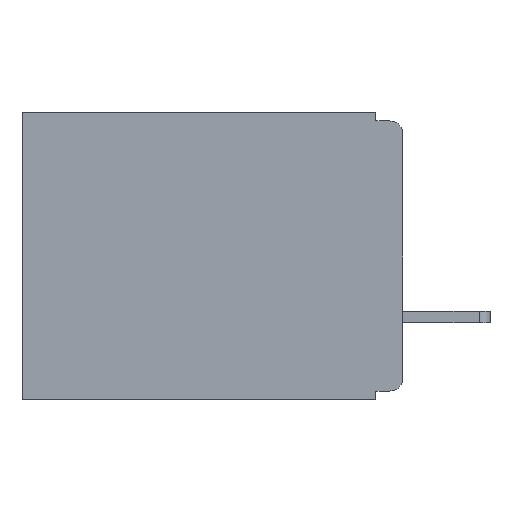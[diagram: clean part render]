
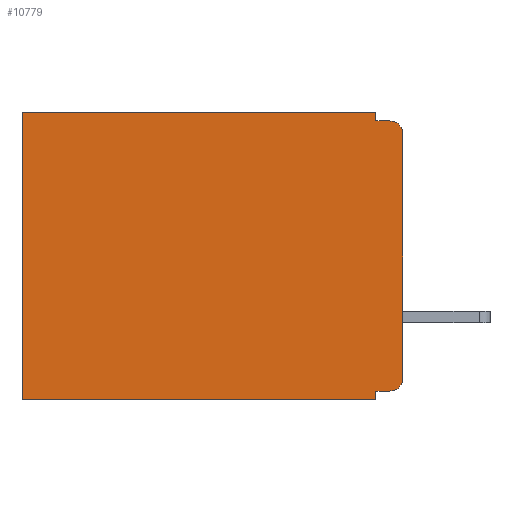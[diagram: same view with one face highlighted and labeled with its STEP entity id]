
A CAD part, left-side view. The second image highlights one B-rep face of the part: STEP entity #10779.
In plain terms, the highlighted planar face has unit normal (-1, 0, 0).
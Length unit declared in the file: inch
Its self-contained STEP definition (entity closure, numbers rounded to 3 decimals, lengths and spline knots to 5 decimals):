
#17 = VECTOR ( 'NONE', #11578, 39.37008 ) ;
#35 = VECTOR ( 'NONE', #4009, 39.37008 ) ;
#131 = LINE ( 'NONE', #1348, #35 ) ;
#197 = LINE ( 'NONE', #6888, #17 ) ;
#456 = FACE_OUTER_BOUND ( 'NONE', #1027, .T. ) ;
#464 = ORIENTED_EDGE ( 'NONE', *, *, #1171, .F. ) ;
#679 = ORIENTED_EDGE ( 'NONE', *, *, #10461, .F. ) ;
#798 = ORIENTED_EDGE ( 'NONE', *, *, #4874, .T. ) ;
#1027 = EDGE_LOOP ( 'NONE', ( #1483, #1960, #9569, #464, #8247, #798, #679, #1796, #1549, #2248 ) ) ;
#1036 = VERTEX_POINT ( 'NONE', #9809 ) ;
#1087 = DIRECTION ( 'NONE',  ( -1., 0., 0. ) ) ;
#1161 = VECTOR ( 'NONE', #2676, 39.37008 ) ;
#1171 = EDGE_CURVE ( 'NONE', #4250, #7327, #9728, .T. ) ;
#1239 = AXIS2_PLACEMENT_3D ( 'NONE', #9054, #2483, #5521 ) ;
#1296 = LINE ( 'NONE', #10531, #1161 ) ;
#1348 = CARTESIAN_POINT ( 'NONE',  ( 0.3, 0., -0.33 ) ) ;
#1396 = CARTESIAN_POINT ( 'NONE',  ( 0.3, 0.015, -0.32 ) ) ;
#1483 = ORIENTED_EDGE ( 'NONE', *, *, #6273, .F. ) ;
#1549 = ORIENTED_EDGE ( 'NONE', *, *, #7054, .F. ) ;
#1586 = VERTEX_POINT ( 'NONE', #10076 ) ;
#1796 = ORIENTED_EDGE ( 'NONE', *, *, #5949, .F. ) ;
#1960 = ORIENTED_EDGE ( 'NONE', *, *, #6653, .T. ) ;
#1984 = CARTESIAN_POINT ( 'NONE',  ( 0.3, 0.031, 0. ) ) ;
#2117 = DIRECTION ( 'NONE',  ( 0., 0., -1. ) ) ;
#2179 = DIRECTION ( 'NONE',  ( -1., 0., 0. ) ) ;
#2182 = CARTESIAN_POINT ( 'NONE',  ( 0.3, 0.015, -0.305 ) ) ;
#2206 = VERTEX_POINT ( 'NONE', #1396 ) ;
#2248 = ORIENTED_EDGE ( 'NONE', *, *, #7773, .T. ) ;
#2384 = CARTESIAN_POINT ( 'NONE',  ( 0.3, 0., 0. ) ) ;
#2483 = DIRECTION ( 'NONE',  ( 1., 0., 0. ) ) ;
#2676 = DIRECTION ( 'NONE',  ( 0., 0., -1. ) ) ;
#2826 = CARTESIAN_POINT ( 'NONE',  ( 0.3, 0.437, -0.33 ) ) ;
#2853 = VERTEX_POINT ( 'NONE', #3099 ) ;
#3099 = CARTESIAN_POINT ( 'NONE',  ( 0.3, 0., -0.305 ) ) ;
#3688 = CIRCLE ( 'NONE', #6373, 0.015 ) ;
#3735 = EDGE_CURVE ( 'NONE', #4250, #7937, #10888, .T. ) ;
#3907 = DIRECTION ( 'NONE',  ( 0., 1., 0. ) ) ;
#4009 = DIRECTION ( 'NONE',  ( 0., 0., -1. ) ) ;
#4199 = VECTOR ( 'NONE', #3907, 39.37008 ) ;
#4250 = VERTEX_POINT ( 'NONE', #7264 ) ;
#4332 = DIRECTION ( 'NONE',  ( 0., 0., -1. ) ) ;
#4556 = PLANE ( 'NONE',  #1239 ) ;
#4618 = LINE ( 'NONE', #9594, #9462 ) ;
#4874 = EDGE_CURVE ( 'NONE', #7937, #6294, #7805, .T. ) ;
#5290 = AXIS2_PLACEMENT_3D ( 'NONE', #2182, #2179, #2117 ) ;
#5468 = CARTESIAN_POINT ( 'NONE',  ( 0.3, 0.031, -0.32 ) ) ;
#5521 = DIRECTION ( 'NONE',  ( 0., 0., -1. ) ) ;
#5672 = VERTEX_POINT ( 'NONE', #5468 ) ;
#5683 = CARTESIAN_POINT ( 'NONE',  ( 0.3, 0.031, -0.33 ) ) ;
#5949 = EDGE_CURVE ( 'NONE', #5672, #7666, #1296, .T. ) ;
#6273 = EDGE_CURVE ( 'NONE', #1036, #2853, #131, .T. ) ;
#6294 = VERTEX_POINT ( 'NONE', #2826 ) ;
#6373 = AXIS2_PLACEMENT_3D ( 'NONE', #10062, #1087, #10937 ) ;
#6404 = LINE ( 'NONE', #9326, #4199 ) ;
#6653 = EDGE_CURVE ( 'NONE', #1036, #1586, #3688, .T. ) ;
#6888 = CARTESIAN_POINT ( 'NONE',  ( 0.3, 0., -0.32 ) ) ;
#7054 = EDGE_CURVE ( 'NONE', #2206, #5672, #197, .T. ) ;
#7123 = EDGE_CURVE ( 'NONE', #7327, #1586, #4618, .T. ) ;
#7264 = CARTESIAN_POINT ( 'NONE',  ( 0.3, 0.031, 0. ) ) ;
#7327 = VERTEX_POINT ( 'NONE', #11285 ) ;
#7666 = VERTEX_POINT ( 'NONE', #5683 ) ;
#7773 = EDGE_CURVE ( 'NONE', #2206, #2853, #10034, .T. ) ;
#7805 = LINE ( 'NONE', #11403, #8564 ) ;
#7937 = VERTEX_POINT ( 'NONE', #9638 ) ;
#8247 = ORIENTED_EDGE ( 'NONE', *, *, #3735, .T. ) ;
#8564 = VECTOR ( 'NONE', #9111, 39.37008 ) ;
#9054 = CARTESIAN_POINT ( 'NONE',  ( 0.3, 0., -0.33 ) ) ;
#9111 = DIRECTION ( 'NONE',  ( 0., 0., -1. ) ) ;
#9326 = CARTESIAN_POINT ( 'NONE',  ( 0.3, 0., -0.33 ) ) ;
#9462 = VECTOR ( 'NONE', #10017, 39.37008 ) ;
#9569 = ORIENTED_EDGE ( 'NONE', *, *, #7123, .F. ) ;
#9594 = CARTESIAN_POINT ( 'NONE',  ( 0.3, 0., -0.01 ) ) ;
#9638 = CARTESIAN_POINT ( 'NONE',  ( 0.3, 0.437, 0. ) ) ;
#9728 = LINE ( 'NONE', #1984, #9763 ) ;
#9763 = VECTOR ( 'NONE', #4332, 39.37008 ) ;
#9809 = CARTESIAN_POINT ( 'NONE',  ( 0.3, 0., -0.025 ) ) ;
#10017 = DIRECTION ( 'NONE',  ( 0., -1., 0. ) ) ;
#10034 = CIRCLE ( 'NONE', #5290, 0.015 ) ;
#10062 = CARTESIAN_POINT ( 'NONE',  ( 0.3, 0.015, -0.025 ) ) ;
#10076 = CARTESIAN_POINT ( 'NONE',  ( 0.3, 0.015, -0.01 ) ) ;
#10461 = EDGE_CURVE ( 'NONE', #7666, #6294, #6404, .T. ) ;
#10531 = CARTESIAN_POINT ( 'NONE',  ( 0.3, 0.031, -0.33 ) ) ;
#10779 = ADVANCED_FACE ( 'NONE', ( #456 ), #4556, .F. ) ;
#10888 = LINE ( 'NONE', #2384, #10980 ) ;
#10937 = DIRECTION ( 'NONE',  ( 0., 0., -1. ) ) ;
#10980 = VECTOR ( 'NONE', #11467, 39.37008 ) ;
#11285 = CARTESIAN_POINT ( 'NONE',  ( 0.3, 0.031, -0.01 ) ) ;
#11403 = CARTESIAN_POINT ( 'NONE',  ( 0.3, 0.437, -0.33 ) ) ;
#11467 = DIRECTION ( 'NONE',  ( 0., 1., 0. ) ) ;
#11578 = DIRECTION ( 'NONE',  ( 0., 1., 0. ) ) ;
